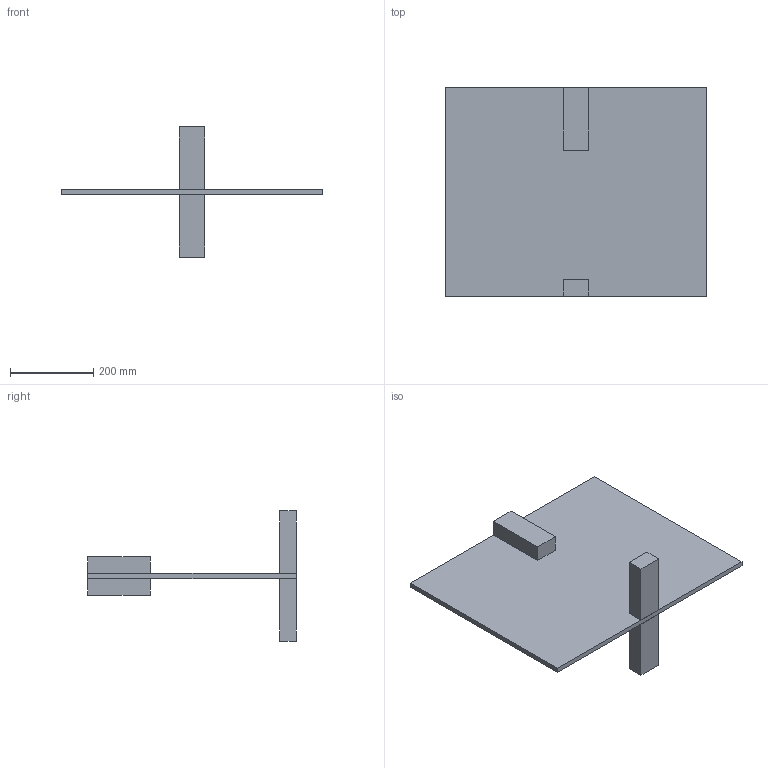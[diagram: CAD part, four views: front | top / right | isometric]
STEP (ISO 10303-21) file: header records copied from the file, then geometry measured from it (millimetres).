
FILE_DESCRIPTION(/* description */ (''),/* implementation_level */ '2;1');
FILE_NAME(/* name */ 'Structural Panel 84 Foot Alanna v1.step',/* time_stamp */ '2016-05-05T01:11:38+02:00',/* author */ (''),/* organization */ (''),/* preprocessor_version */ 'ST-DEVELOPER v16.2',/* originating_system */ 'Autodesk Translation Framework v4.3.0.3010',/* authorisation */ '');
FILE_SCHEMA (('AUTOMOTIVE_DESIGN { 1 0 10303 214 3 1 1 }'));
Length unit declared in the file: centimetre
Products named in the file (3): Structural Panel 84 Foot Alanna v1; PLY 12x500x620; KVH 40x60x150
Assembly tree (5 placements, depth 2):
  Structural Panel 84 Foot Alanna v1
    KVH 40x60x150  x4
    PLY 12x500x620
Bounding box: 625 x 500 x 312 mm (x, y, z)
Volume: 5190000 mm3; surface area: 791200 mm2
Topology: 5 solids, 5 shells, 30 faces, 60 edges, 40 vertices
Faces by surface type: plane 30
Entity records: 409 total; most frequent: DIRECTION 64, CARTESIAN_POINT 60, ORIENTED_EDGE 48, LINE 24, VECTOR 24, EDGE_CURVE 24, AXIS2_PLACEMENT_3D 20, VERTEX_POINT 16
